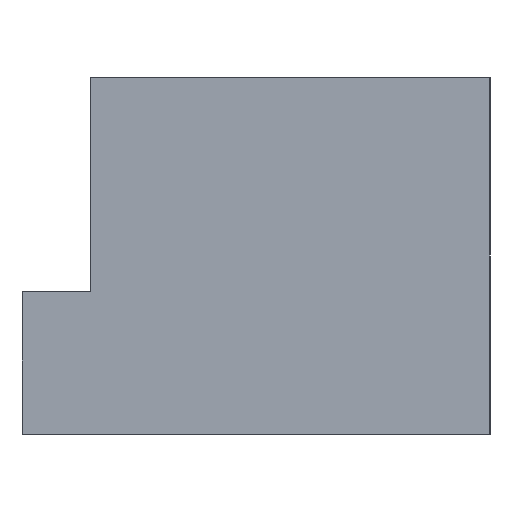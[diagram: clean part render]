
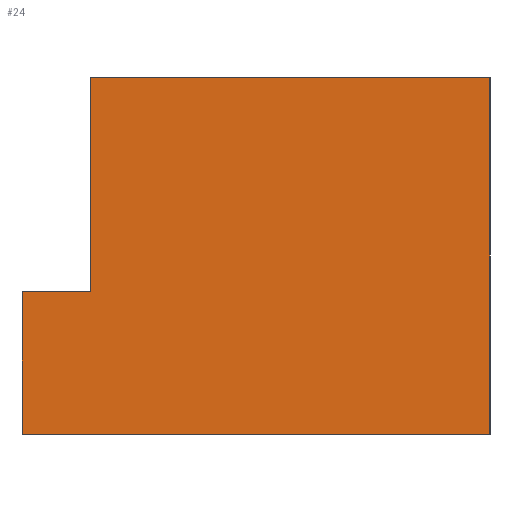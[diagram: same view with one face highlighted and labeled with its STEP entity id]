
A CAD part, left-side view. The second image highlights one B-rep face of the part: STEP entity #24.
In plain terms, the highlighted planar face has unit normal (-1, 0, 0).
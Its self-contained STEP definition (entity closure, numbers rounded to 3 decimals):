
#24 = ADVANCED_FACE ( 'NONE', ( #108 ), #279, .F. ) ;
#28 = CARTESIAN_POINT ( 'NONE',  ( -15., -9., 0. ) ) ;
#29 = EDGE_CURVE ( 'NONE', #380, #243, #111, .T. ) ;
#42 = VECTOR ( 'NONE', #377, 1000. ) ;
#44 = VECTOR ( 'NONE', #274, 1000. ) ;
#55 = DIRECTION ( 'NONE',  ( 1., 0., 0. ) ) ;
#68 = EDGE_LOOP ( 'NONE', ( #375, #149, #114, #208, #95, #339 ) ) ;
#91 = DIRECTION ( 'NONE',  ( 0., 1., 0. ) ) ;
#95 = ORIENTED_EDGE ( 'NONE', *, *, #183, .T. ) ;
#103 = DIRECTION ( 'NONE',  ( 0., -1., 0. ) ) ;
#108 = FACE_OUTER_BOUND ( 'NONE', #68, .T. ) ;
#111 = LINE ( 'NONE', #152, #44 ) ;
#114 = ORIENTED_EDGE ( 'NONE', *, *, #394, .T. ) ;
#137 = VERTEX_POINT ( 'NONE', #167 ) ;
#139 = LINE ( 'NONE', #378, #42 ) ;
#149 = ORIENTED_EDGE ( 'NONE', *, *, #399, .T. ) ;
#152 = CARTESIAN_POINT ( 'NONE',  ( -15., 9., 12.5 ) ) ;
#163 = VERTEX_POINT ( 'NONE', #248 ) ;
#167 = CARTESIAN_POINT ( 'NONE',  ( -15., 7.4, 0. ) ) ;
#178 = CARTESIAN_POINT ( 'NONE',  ( -15., -9., 12.5 ) ) ;
#183 = EDGE_CURVE ( 'NONE', #137, #306, #187, .T. ) ;
#187 = LINE ( 'NONE', #324, #328 ) ;
#195 = CARTESIAN_POINT ( 'NONE',  ( -15., 9., 12.5 ) ) ;
#196 = VERTEX_POINT ( 'NONE', #212 ) ;
#208 = ORIENTED_EDGE ( 'NONE', *, *, #370, .T. ) ;
#212 = CARTESIAN_POINT ( 'NONE',  ( -15., 7.4, 5. ) ) ;
#213 = CARTESIAN_POINT ( 'NONE',  ( -15., 5., 5. ) ) ;
#218 = AXIS2_PLACEMENT_3D ( 'NONE', #195, #55, #91 ) ;
#243 = VERTEX_POINT ( 'NONE', #178 ) ;
#248 = CARTESIAN_POINT ( 'NONE',  ( -15., 5., 5. ) ) ;
#274 = DIRECTION ( 'NONE',  ( 0., -1., 0. ) ) ;
#278 = VECTOR ( 'NONE', #415, 1000. ) ;
#279 = PLANE ( 'NONE',  #218 ) ;
#283 = EDGE_CURVE ( 'NONE', #243, #306, #337, .T. ) ;
#306 = VERTEX_POINT ( 'NONE', #28 ) ;
#311 = DIRECTION ( 'NONE',  ( 0., 0., -1. ) ) ;
#318 = CARTESIAN_POINT ( 'NONE',  ( -15., 7.4, 5. ) ) ;
#320 = DIRECTION ( 'NONE',  ( 0., 1., 0. ) ) ;
#324 = CARTESIAN_POINT ( 'NONE',  ( -15., 9., 0. ) ) ;
#327 = LINE ( 'NONE', #318, #413 ) ;
#328 = VECTOR ( 'NONE', #103, 1000. ) ;
#337 = LINE ( 'NONE', #379, #278 ) ;
#339 = ORIENTED_EDGE ( 'NONE', *, *, #283, .F. ) ;
#359 = CARTESIAN_POINT ( 'NONE',  ( -15., 5., 12.5 ) ) ;
#367 = LINE ( 'NONE', #213, #442 ) ;
#370 = EDGE_CURVE ( 'NONE', #196, #137, #327, .T. ) ;
#375 = ORIENTED_EDGE ( 'NONE', *, *, #29, .F. ) ;
#377 = DIRECTION ( 'NONE',  ( 0., 0., -1. ) ) ;
#378 = CARTESIAN_POINT ( 'NONE',  ( -15., 5., 12.5 ) ) ;
#379 = CARTESIAN_POINT ( 'NONE',  ( -15., -9., 12.5 ) ) ;
#380 = VERTEX_POINT ( 'NONE', #359 ) ;
#394 = EDGE_CURVE ( 'NONE', #163, #196, #367, .T. ) ;
#399 = EDGE_CURVE ( 'NONE', #380, #163, #139, .T. ) ;
#413 = VECTOR ( 'NONE', #311, 1000. ) ;
#415 = DIRECTION ( 'NONE',  ( 0., 0., -1. ) ) ;
#442 = VECTOR ( 'NONE', #320, 1000. ) ;
